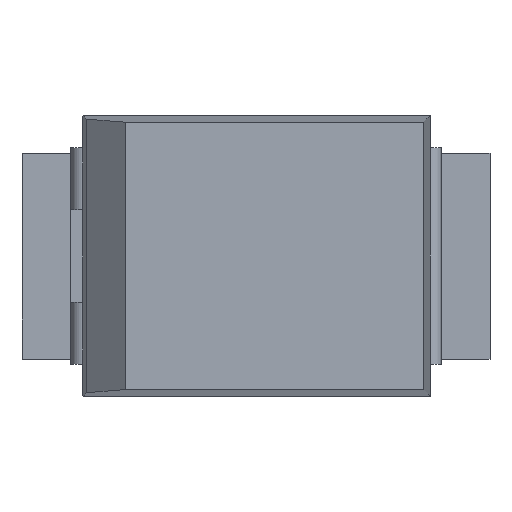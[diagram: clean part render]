
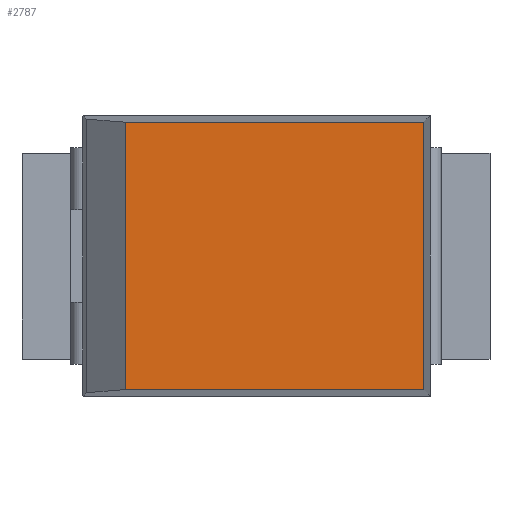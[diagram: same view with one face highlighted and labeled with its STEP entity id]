
A CAD part, top view. The second image highlights one B-rep face of the part: STEP entity #2787.
In plain terms, the highlighted planar face has unit normal (0, 0, 1).
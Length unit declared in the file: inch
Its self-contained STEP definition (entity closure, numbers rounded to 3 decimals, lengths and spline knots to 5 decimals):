
#62 = VERTEX_POINT ( 'NONE', #2522 ) ;
#157 = DIRECTION ( 'NONE',  ( 0., 1., 0. ) ) ;
#264 = EDGE_LOOP ( 'NONE', ( #2871, #470, #439, #1984 ) ) ;
#439 = ORIENTED_EDGE ( 'NONE', *, *, #1270, .T. ) ;
#467 = DIRECTION ( 'NONE',  ( 0., 0., 1. ) ) ;
#470 = ORIENTED_EDGE ( 'NONE', *, *, #2537, .T. ) ;
#663 = PLANE ( 'NONE',  #1845 ) ;
#681 = VECTOR ( 'NONE', #1132, 39.37008 ) ;
#906 = VECTOR ( 'NONE', #157, 39.37008 ) ;
#1023 = EDGE_CURVE ( 'NONE', #2134, #2327, #1280, .T. ) ;
#1099 = VERTEX_POINT ( 'NONE', #2849 ) ;
#1132 = DIRECTION ( 'NONE',  ( 0., -1., 0. ) ) ;
#1270 = EDGE_CURVE ( 'NONE', #1099, #62, #1877, .T. ) ;
#1280 = LINE ( 'NONE', #2539, #2206 ) ;
#1662 = LINE ( 'NONE', #2331, #681 ) ;
#1742 = CARTESIAN_POINT ( 'NONE',  ( 0.0005, 0.0562, 0.083 ) ) ;
#1837 = CARTESIAN_POINT ( 'NONE',  ( 0.1259, 0.0562, 0.083 ) ) ;
#1845 = AXIS2_PLACEMENT_3D ( 'NONE', #1906, #467, #2114 ) ;
#1877 = LINE ( 'NONE', #2652, #2709 ) ;
#1906 = CARTESIAN_POINT ( 'NONE',  ( -0.0173, -0.059, 0.083 ) ) ;
#1984 = ORIENTED_EDGE ( 'NONE', *, *, #2681, .T. ) ;
#2114 = DIRECTION ( 'NONE',  ( 1., 0., 0. ) ) ;
#2134 = VERTEX_POINT ( 'NONE', #1837 ) ;
#2206 = VECTOR ( 'NONE', #2769, 39.37008 ) ;
#2327 = VERTEX_POINT ( 'NONE', #1742 ) ;
#2331 = CARTESIAN_POINT ( 'NONE',  ( 0.0005, -0.0562, 0.083 ) ) ;
#2522 = CARTESIAN_POINT ( 'NONE',  ( 0.1259, -0.0562, 0.083 ) ) ;
#2523 = LINE ( 'NONE', #2808, #906 ) ;
#2537 = EDGE_CURVE ( 'NONE', #2327, #1099, #1662, .T. ) ;
#2539 = CARTESIAN_POINT ( 'NONE',  ( -0.0173, 0.0562, 0.083 ) ) ;
#2652 = CARTESIAN_POINT ( 'NONE',  ( -0.0173, -0.0562, 0.083 ) ) ;
#2681 = EDGE_CURVE ( 'NONE', #62, #2134, #2523, .T. ) ;
#2709 = VECTOR ( 'NONE', #2899, 39.37008 ) ;
#2769 = DIRECTION ( 'NONE',  ( -1., 0., 0. ) ) ;
#2787 = ADVANCED_FACE ( 'NONE', ( #2789 ), #663, .T. ) ;
#2789 = FACE_OUTER_BOUND ( 'NONE', #264, .T. ) ;
#2808 = CARTESIAN_POINT ( 'NONE',  ( 0.1259, 0.059, 0.083 ) ) ;
#2849 = CARTESIAN_POINT ( 'NONE',  ( 0.0005, -0.0562, 0.083 ) ) ;
#2871 = ORIENTED_EDGE ( 'NONE', *, *, #1023, .T. ) ;
#2899 = DIRECTION ( 'NONE',  ( 1., 0., 0. ) ) ;
